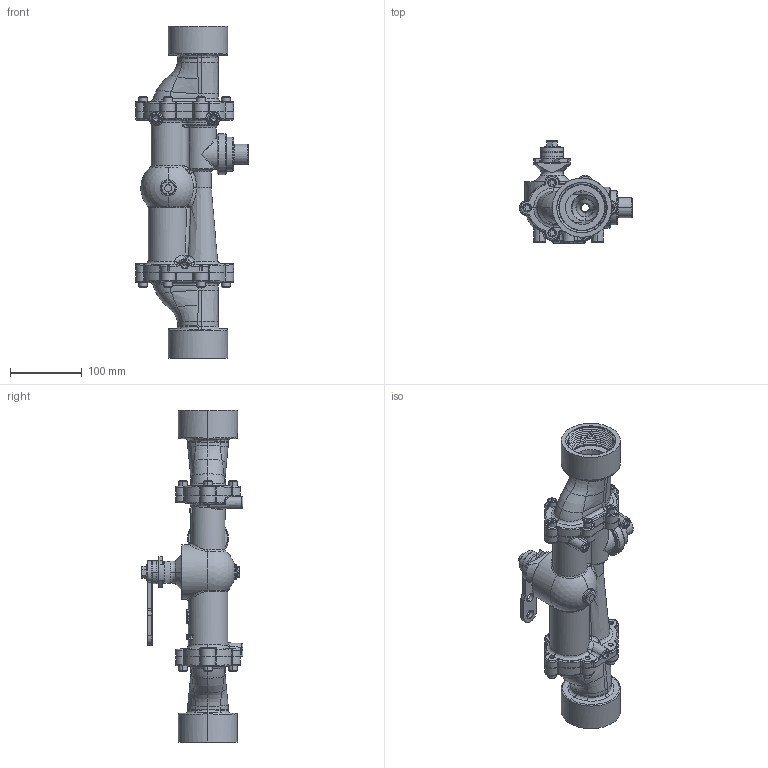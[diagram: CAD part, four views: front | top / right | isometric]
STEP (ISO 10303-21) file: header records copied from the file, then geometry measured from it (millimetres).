
FILE_DESCRIPTION((''),'2;1');
FILE_NAME('31260015_05','2018-04-12T',('sobrien2'),(''),'CREO PARAMETRIC BY PTC INC, 2015290','CREO PARAMETRIC BY PTC INC, 2015290','');
FILE_SCHEMA(('CONFIG_CONTROL_DESIGN'));
Products named in the file (1): 31260015_05
Bounding box: 157.14 x 142.16 x 463.25 mm (x, y, z)
Surface area: 352991 mm2 (no closed solid volume)
Topology: 0 solids, 58 shells, 1386 faces, 4021 edges, 2639 vertices
Faces by surface type: bspline 375, plane 362, cylinder 352, cone 166, torus 64, extrusion 39, sphere 28
Entity records: 76918 total; most frequent: CARTESIAN_POINT 44485, ORIENTED_EDGE 6929, DIRECTION 5667, EDGE_CURVE 4007, VERTEX_POINT 2639, AXIS2_PLACEMENT_3D 2152, B_SPLINE_CURVE_WITH_KNOTS 1542, EDGE_LOOP 1501
